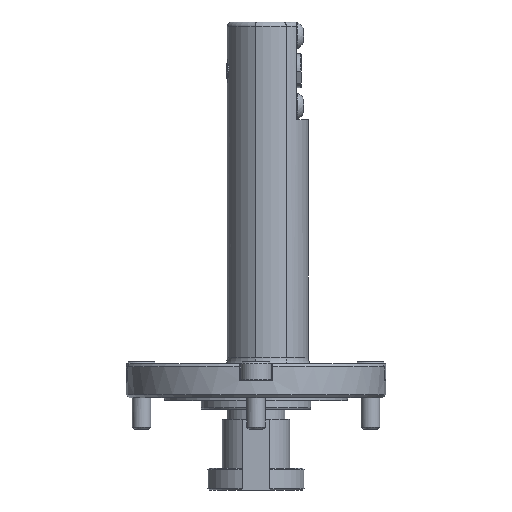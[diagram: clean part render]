
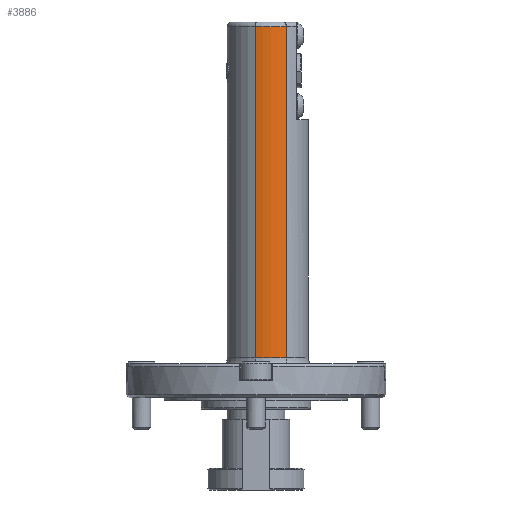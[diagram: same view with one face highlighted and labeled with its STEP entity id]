
A CAD part, left-side view. The second image highlights one B-rep face of the part: STEP entity #3886.
In plain terms, the highlighted cylindrical face has radius 11.913 mm (diameter 23.825 mm), a partial arc.
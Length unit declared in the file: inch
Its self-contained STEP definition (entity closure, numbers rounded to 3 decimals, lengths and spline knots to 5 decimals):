
#203 = EDGE_LOOP ( 'NONE', ( #4116, #4443, #5344, #3448 ) ) ;
#362 = CARTESIAN_POINT ( 'NONE',  ( -0.42488, -0.31059, -1.45477 ) ) ;
#378 = DIRECTION ( 'NONE',  ( 0., 0., 1. ) ) ;
#651 = VERTEX_POINT ( 'NONE', #2791 ) ;
#947 = DIRECTION ( 'NONE',  ( 0., 0., 1. ) ) ;
#1076 = LINE ( 'NONE', #362, #3094 ) ;
#1129 = VERTEX_POINT ( 'NONE', #2009 ) ;
#1156 = CARTESIAN_POINT ( 'NONE',  ( -0.45351, 0.00755, 0.438 ) ) ;
#1168 = DIRECTION ( 'NONE',  ( 0., 0., 1. ) ) ;
#1244 = CIRCLE ( 'NONE', #2386, 0.469 ) ;
#1637 = VECTOR ( 'NONE', #947, 39.37008 ) ;
#1646 = FACE_OUTER_BOUND ( 'NONE', #203, .T. ) ;
#1783 = LINE ( 'NONE', #3580, #1637 ) ;
#1847 = EDGE_CURVE ( 'NONE', #651, #1129, #2843, .T. ) ;
#1878 = DIRECTION ( 'NONE',  ( 0., 0., -1. ) ) ;
#2009 = CARTESIAN_POINT ( 'NONE',  ( -0.45351, 0.00755, 3.828 ) ) ;
#2121 = CARTESIAN_POINT ( 'NONE',  ( -0.42488, -0.31059, 0.438 ) ) ;
#2276 = CARTESIAN_POINT ( 'NONE',  ( 0., -0.112, -1.45477 ) ) ;
#2290 = DIRECTION ( 'NONE',  ( 0., 0., 1. ) ) ;
#2386 = AXIS2_PLACEMENT_3D ( 'NONE', #3796, #1168, #4210 ) ;
#2586 = VERTEX_POINT ( 'NONE', #1156 ) ;
#2791 = CARTESIAN_POINT ( 'NONE',  ( -0.42488, -0.31059, 3.828 ) ) ;
#2833 = EDGE_CURVE ( 'NONE', #2586, #5577, #1244, .T. ) ;
#2843 = CIRCLE ( 'NONE', #3174, 0.469 ) ;
#2857 = AXIS2_PLACEMENT_3D ( 'NONE', #2276, #2290, #4883 ) ;
#3094 = VECTOR ( 'NONE', #378, 39.37008 ) ;
#3174 = AXIS2_PLACEMENT_3D ( 'NONE', #4477, #1878, #4904 ) ;
#3448 = ORIENTED_EDGE ( 'NONE', *, *, #2833, .T. ) ;
#3580 = CARTESIAN_POINT ( 'NONE',  ( -0.45351, 0.00755, -1.45477 ) ) ;
#3796 = CARTESIAN_POINT ( 'NONE',  ( 0., -0.112, 0.438 ) ) ;
#3886 = ADVANCED_FACE ( 'NONE', ( #1646 ), #4962, .T. ) ;
#4116 = ORIENTED_EDGE ( 'NONE', *, *, #4869, .T. ) ;
#4210 = DIRECTION ( 'NONE',  ( 1., 0., 0. ) ) ;
#4361 = EDGE_CURVE ( 'NONE', #2586, #1129, #1783, .T. ) ;
#4443 = ORIENTED_EDGE ( 'NONE', *, *, #1847, .T. ) ;
#4477 = CARTESIAN_POINT ( 'NONE',  ( 0., -0.112, 3.828 ) ) ;
#4869 = EDGE_CURVE ( 'NONE', #5577, #651, #1076, .T. ) ;
#4883 = DIRECTION ( 'NONE',  ( 1., 0., 0. ) ) ;
#4904 = DIRECTION ( 'NONE',  ( 1., 0., 0. ) ) ;
#4962 = CYLINDRICAL_SURFACE ( 'NONE', #2857, 0.469 ) ;
#5344 = ORIENTED_EDGE ( 'NONE', *, *, #4361, .F. ) ;
#5577 = VERTEX_POINT ( 'NONE', #2121 ) ;
